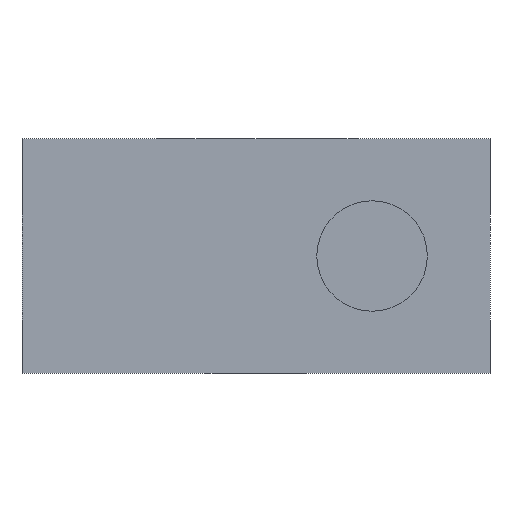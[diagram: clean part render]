
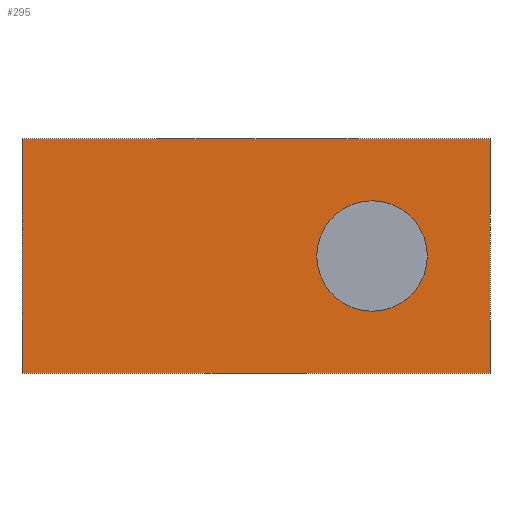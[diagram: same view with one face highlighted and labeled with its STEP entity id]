
A CAD part, front view. The second image highlights one B-rep face of the part: STEP entity #295.
In plain terms, the highlighted planar face has unit normal (0, -1, 0).
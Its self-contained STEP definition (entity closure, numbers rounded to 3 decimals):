
#19=FACE_BOUND('',#74,.T.);
#32=PLANE('',#341);
#49=FACE_OUTER_BOUND('',#73,.T.);
#73=EDGE_LOOP('',(#243,#244,#245,#246));
#74=EDGE_LOOP('',(#247));
#95=LINE('',#492,#115);
#100=LINE('',#505,#120);
#102=LINE('',#508,#122);
#103=LINE('',#509,#123);
#115=VECTOR('',#405,10.);
#120=VECTOR('',#416,10.);
#122=VECTOR('',#420,10.);
#123=VECTOR('',#421,10.);
#139=CIRCLE('',#342,3.);
#155=VERTEX_POINT('',#486);
#157=VERTEX_POINT('',#490);
#161=VERTEX_POINT('',#502);
#162=VERTEX_POINT('',#504);
#163=VERTEX_POINT('',#510);
#186=EDGE_CURVE('',#155,#157,#95,.T.);
#192=EDGE_CURVE('',#161,#162,#100,.T.);
#194=EDGE_CURVE('',#155,#161,#102,.T.);
#195=EDGE_CURVE('',#162,#157,#103,.T.);
#196=EDGE_CURVE('',#163,#163,#139,.T.);
#243=ORIENTED_EDGE('',*,*,#194,.F.);
#244=ORIENTED_EDGE('',*,*,#186,.T.);
#245=ORIENTED_EDGE('',*,*,#195,.F.);
#246=ORIENTED_EDGE('',*,*,#192,.F.);
#247=ORIENTED_EDGE('',*,*,#196,.T.);
#295=ADVANCED_FACE('',(#49,#19),#32,.T.);
#341=AXIS2_PLACEMENT_3D('',#507,#418,#419);
#342=AXIS2_PLACEMENT_3D('',#511,#422,#423);
#405=DIRECTION('',(0.,0.,1.));
#416=DIRECTION('',(0.,0.,1.));
#418=DIRECTION('center_axis',(0.,-1.,0.));
#419=DIRECTION('ref_axis',(1.,0.,0.));
#420=DIRECTION('',(-1.,0.,0.));
#421=DIRECTION('',(1.,0.,0.));
#422=DIRECTION('center_axis',(0.,1.,0.));
#423=DIRECTION('ref_axis',(1.,0.,0.));
#486=CARTESIAN_POINT('',(25.4,95.85,271.));
#490=CARTESIAN_POINT('',(25.4,95.85,283.7));
#492=CARTESIAN_POINT('',(25.4,95.85,271.));
#502=CARTESIAN_POINT('',(0.,95.85,271.));
#504=CARTESIAN_POINT('',(0.,95.85,283.7));
#505=CARTESIAN_POINT('',(0.,95.85,271.));
#507=CARTESIAN_POINT('Origin',(0.,95.85,271.));
#508=CARTESIAN_POINT('',(25.4,95.85,271.));
#509=CARTESIAN_POINT('',(25.4,95.85,283.7));
#510=CARTESIAN_POINT('',(16.,95.85,277.35));
#511=CARTESIAN_POINT('Origin',(19.,95.85,277.35));
